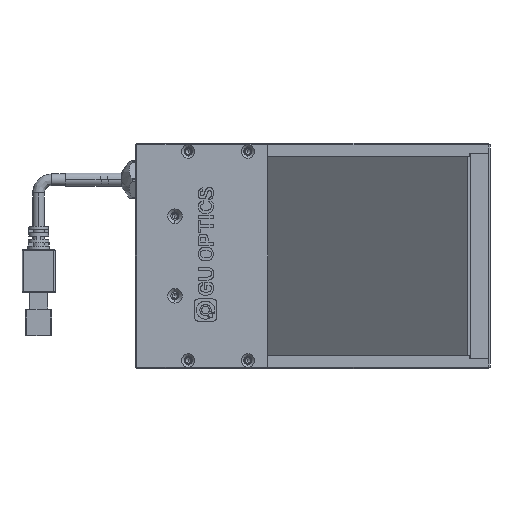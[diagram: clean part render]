
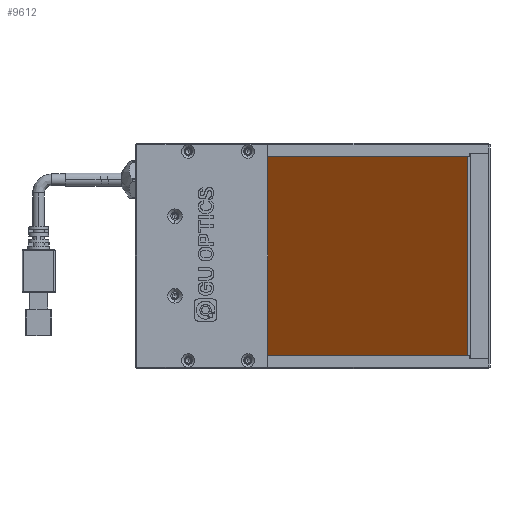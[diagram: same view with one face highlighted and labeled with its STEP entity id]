
A CAD part, front view. The second image highlights one B-rep face of the part: STEP entity #9612.
In plain terms, the highlighted planar face has unit normal (-0.707, -0.707, 0).
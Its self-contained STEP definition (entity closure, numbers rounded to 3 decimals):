
#1484 = EDGE_LOOP ( 'NONE', ( #30086, #15500, #23333, #14031 ) ) ;
#2925 = VECTOR ( 'NONE', #10148, 1000. ) ;
#3826 = VERTEX_POINT ( 'NONE', #32523 ) ;
#7971 = AXIS2_PLACEMENT_3D ( 'NONE', #31450, #14636, #34259 ) ;
#8698 = EDGE_CURVE ( 'NONE', #12207, #14005, #17262, .T. ) ;
#9612 = ADVANCED_FACE ( 'NONE', ( #25078 ), #28499, .F. ) ;
#10148 = DIRECTION ( 'NONE',  ( 0.707, -0.707, 0. ) ) ;
#10392 = CARTESIAN_POINT ( 'NONE',  ( 38.782, -10.489, 3. ) ) ;
#12207 = VERTEX_POINT ( 'NONE', #28580 ) ;
#13011 = VERTEX_POINT ( 'NONE', #27984 ) ;
#14005 = VERTEX_POINT ( 'NONE', #32710 ) ;
#14031 = ORIENTED_EDGE ( 'NONE', *, *, #8698, .F. ) ;
#14081 = LINE ( 'NONE', #31569, #35554 ) ;
#14636 = DIRECTION ( 'NONE',  ( 0.707, 0.707, 0. ) ) ;
#15500 = ORIENTED_EDGE ( 'NONE', *, *, #20807, .F. ) ;
#15840 = VECTOR ( 'NONE', #35642, 1000. ) ;
#17262 = LINE ( 'NONE', #17349, #24716 ) ;
#17349 = CARTESIAN_POINT ( 'NONE',  ( -22.913, 51.206, 64.7 ) ) ;
#17612 = EDGE_CURVE ( 'NONE', #14005, #3826, #24391, .T. ) ;
#20807 = EDGE_CURVE ( 'NONE', #3826, #13011, #14081, .T. ) ;
#23200 = EDGE_CURVE ( 'NONE', #13011, #12207, #23315, .T. ) ;
#23315 = LINE ( 'NONE', #10392, #15840 ) ;
#23333 = ORIENTED_EDGE ( 'NONE', *, *, #17612, .F. ) ;
#24102 = CARTESIAN_POINT ( 'NONE',  ( 38.782, -10.489, 64.7 ) ) ;
#24391 = LINE ( 'NONE', #24102, #2925 ) ;
#24716 = VECTOR ( 'NONE', #34179, 1000. ) ;
#25078 = FACE_OUTER_BOUND ( 'NONE', #1484, .T. ) ;
#26139 = DIRECTION ( 'NONE',  ( 0., 0., -1. ) ) ;
#27984 = CARTESIAN_POINT ( 'NONE',  ( 38.782, -10.489, 3. ) ) ;
#28499 = PLANE ( 'NONE',  #7971 ) ;
#28580 = CARTESIAN_POINT ( 'NONE',  ( -22.913, 51.206, 3. ) ) ;
#30086 = ORIENTED_EDGE ( 'NONE', *, *, #23200, .F. ) ;
#31450 = CARTESIAN_POINT ( 'NONE',  ( 38.782, -10.489, 64.7 ) ) ;
#31569 = CARTESIAN_POINT ( 'NONE',  ( 38.782, -10.489, 64.7 ) ) ;
#32523 = CARTESIAN_POINT ( 'NONE',  ( 38.782, -10.489, 64.7 ) ) ;
#32710 = CARTESIAN_POINT ( 'NONE',  ( -22.913, 51.206, 64.7 ) ) ;
#34179 = DIRECTION ( 'NONE',  ( 0., 0., 1. ) ) ;
#34259 = DIRECTION ( 'NONE',  ( -0.707, 0.707, 0. ) ) ;
#35554 = VECTOR ( 'NONE', #26139, 1000. ) ;
#35642 = DIRECTION ( 'NONE',  ( -0.707, 0.707, 0. ) ) ;
